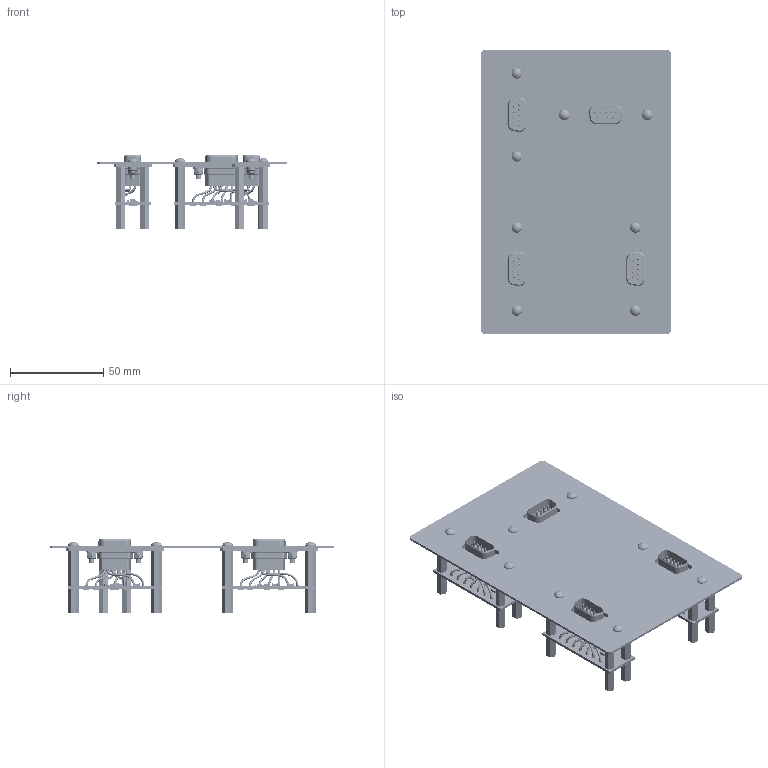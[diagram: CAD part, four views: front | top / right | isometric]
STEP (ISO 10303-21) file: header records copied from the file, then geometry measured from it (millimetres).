
FILE_DESCRIPTION(/* description */ (''),/* implementation_level */ '2;1');
FILE_NAME(/* name */ '827-3762-001',/* time_stamp */ '2001-11-01T12:57:29-06:00',/* author */ (''),/* organization */ (''),/* preprocessor_version */ 'ST-DEVELOPER 1.6',/* originating_system */ 'UNIGRAPHICS SOLUTIONS - UNIGRAPHICS 15.0',/* authorisation */ '');
FILE_SCHEMA (('AUTOMOTIVE_DESIGN_CC2 { 1 2 10303 214 -1 1 5 1 }'));
Length unit declared in the file: inch
Products named in the file (31): 827-3762-030; 333-0839-000; 827-3762-015; 827-3762-014; 827-3762-012; 827-3762-010; 827-3762-013; 827-3762-011; 600-2010-834; 827-3762-021; 827-3762-027; 827-3762-026; 827-3762-025; 827-3762-024; 827-3762-023; 827-3762-022; 312-0008-000; 330-2291-000; 342-0043-000; 359-1001-020; 371-1085-010; 310-0740-240; 333-0605-000; 540-9049-003; 540-9041-003; 827-3762-006; 343-0133-000; 827-3762-005; 601-1794-001; 827-3762-002; 827-3762-001
Assembly tree (68 placements, depth 4):
  827-3762-001
    827-3762-002  x4
      601-1794-001
        600-2010-834
        827-3762-011  x2
        827-3762-013  x4
        827-3762-010
        827-3762-012
        827-3762-014
        827-3762-015
      540-9041-003
      540-9049-003
      827-3762-005
        333-0839-000  x2
        827-3762-030
      333-0605-000
      310-0740-240
      371-1085-010
      359-1001-020
      342-0043-000
      330-2291-000
      312-0008-000
      827-3762-022
      827-3762-023
      827-3762-024
      827-3762-025
      827-3762-026
      827-3762-027
      827-3762-021
    343-0133-000  x8
    827-3762-006
Bounding box: 101.6 x 152.4 x 39.24 mm (x, y, z)
Volume: 48262.2 mm3; surface area: 93837 mm2
Topology: 397 solids, 397 shells, 4830 faces, 10816 edges, 6852 vertices
Faces by surface type: plane 2518, cylinder 1352, cone 468, torus 416, sphere 76
Full cylindrical faces by diameter (mm): 0.508 x4, 0.737 x36, 1.016 x72, 1.13 x36, 1.143 x56, 1.587 x28, 1.689 x36, 1.765 x36, 1.816 x72, 2.121 x36, 2.134 x36, 2.261 x128, 2.845 x112, 2.921 x8, 3.048 x8, 3.175 x24, 3.302 x8, 3.805 x16, 3.962 x32, 4.064 x8, 4.562 x8, 4.623 x8, 4.674 x8, 5.156 x8, 5.309 x8, 5.563 x8
Entity records: 23173 total; most frequent: CARTESIAN_POINT 4083, DIRECTION 3924, ORIENTED_EDGE 3184, EDGE_CURVE 1592, AXIS2_PLACEMENT_3D 1483, FACE_BOUND 1155, EDGE_LOOP 1154, VERTEX_POINT 1119
